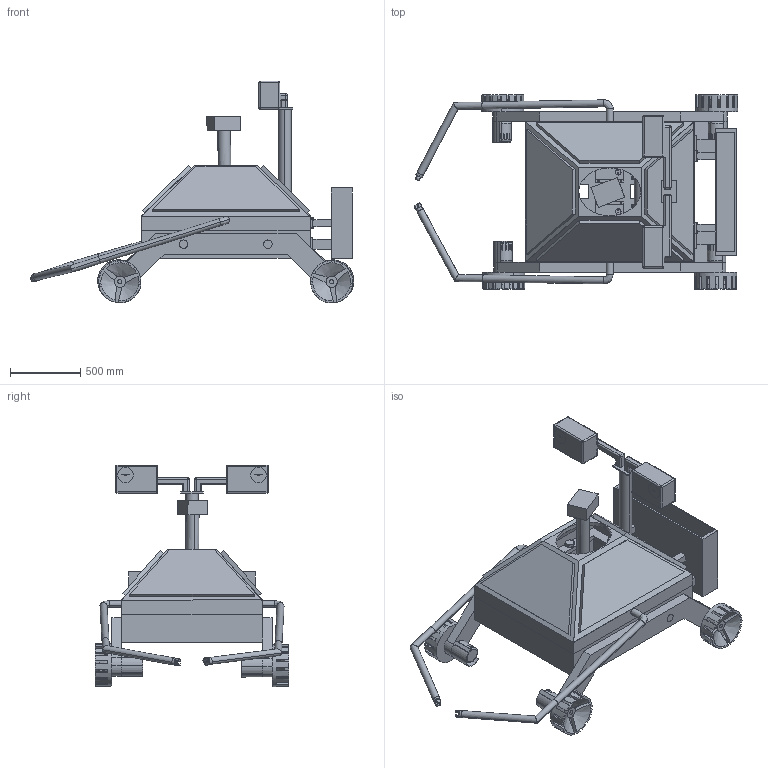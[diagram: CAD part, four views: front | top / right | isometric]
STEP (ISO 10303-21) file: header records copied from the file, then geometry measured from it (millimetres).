
FILE_DESCRIPTION (( 'STEP AP203' ), '1' );
FILE_NAME ('Assemblage1.STEP', '2023-12-05T20:57:28', ( '' ), ( '' ), 'SwSTEP 2.0', 'SolidWorks 2020', '' );
FILE_SCHEMA (( 'CONFIG_CONTROL_DESIGN' ));
Length unit declared in the file: millimetre
Products named in the file (24): pan cross head_am_B18.6.7M - M10 x 1.5 x 30 Type I Cross Recessed PHMS --30N; Bouteille; Pièce4; hex bolt gradeab_din_DIN EN 24014 - M10 x 45 x 26-N; piece 7; Fuel cell; high strength hex head bolt_din_DIN 6914 - M36 x 85 x 48-N; BRAS; Pièce5.1; Pièce6; avant bras; fuel cell 1; Bouteille 1; porte roue gauche; chassis; Assemblage1; pan cross head_am_B18.6.7M - M6 x 1.0 x 8 Type I Cross Recessed PHMS --8N; TOP; porte roue droite; HAND; ROUE; Batterie; moteur; Assemblage bouteille
Assembly tree (69 placements, depth 3):
  Assemblage1
    chassis
    piece 7
    TOP
    Assemblage bouteille
      Bouteille
      Bouteille 1  x2
    Pièce5.1
    Pièce4
    Pièce6
    Fuel cell
    fuel cell 1  x2
    Batterie  x2
    porte roue gauche
    porte roue droite
    ROUE  x4
    moteur  x4
    pan cross head_am_B18.6.7M - M10 x 1.5 x 30 Type I Cross Recessed PHMS --30N  x8
    pan cross head_am_B18.6.7M - M6 x 1.0 x 8 Type I Cross Recessed PHMS --8N  x12
    hex bolt gradeab_din_DIN EN 24014 - M10 x 45 x 26-N  x8
    high strength hex head bolt_din_DIN 6914 - M36 x 85 x 48-N  x10
    BRAS  x2
    avant bras  x2
    HAND  x2
Bounding box: 2302.47 x 1380 x 1577.16 mm (x, y, z)
Volume: 344199994.5 mm3; surface area: 18518743.2 mm2
Topology: 70 solids, 70 shells, 2681 faces, 6524 edges, 4046 vertices
Faces by surface type: plane 1479, cylinder 811, cone 144, torus 112, sphere 68, bspline 67
Entity records: 42726 total; most frequent: CARTESIAN_POINT 11650, DIRECTION 5727, ORIENTED_EDGE 5538, EDGE_CURVE 2769, AXIS2_PLACEMENT_3D 2066, VERTEX_POINT 1772, VECTOR 1595, LINE 1595
